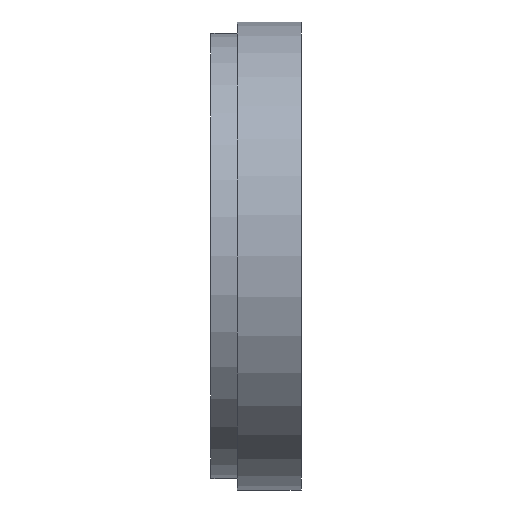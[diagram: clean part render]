
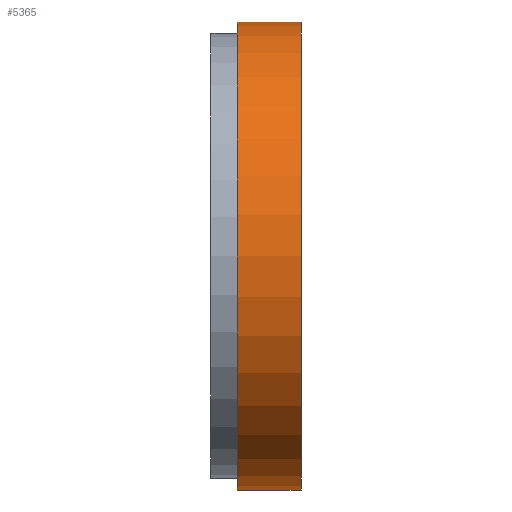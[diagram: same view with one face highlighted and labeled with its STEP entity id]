
A CAD part, front view. The second image highlights one B-rep face of the part: STEP entity #5365.
In plain terms, the highlighted cylindrical face has radius 69.85 mm (diameter 139.7 mm), a full revolution.
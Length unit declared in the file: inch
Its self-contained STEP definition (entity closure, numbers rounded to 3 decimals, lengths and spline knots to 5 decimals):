
#269 = DIRECTION ( 'NONE',  ( 1., 0., 0. ) ) ;
#307 = CIRCLE ( 'NONE', #11901, 2.75 ) ;
#1591 = ORIENTED_EDGE ( 'NONE', *, *, #9240, .T. ) ;
#2140 = CARTESIAN_POINT ( 'NONE',  ( 1.06, 0., -2.75 ) ) ;
#2970 = FACE_OUTER_BOUND ( 'NONE', #14745, .T. ) ;
#3223 = EDGE_LOOP ( 'NONE', ( #1591 ) ) ;
#3331 = CARTESIAN_POINT ( 'NONE',  ( 0.685, 0., 0. ) ) ;
#3335 = AXIS2_PLACEMENT_3D ( 'NONE', #3331, #7269, #9796 ) ;
#4088 = DIRECTION ( 'NONE',  ( 0., 0., -1. ) ) ;
#5365 = ADVANCED_FACE ( 'NONE', ( #7697, #2970 ), #14545, .T. ) ;
#5702 = EDGE_CURVE ( 'NONE', #10260, #10260, #16111, .T. ) ;
#5842 = CARTESIAN_POINT ( 'NONE',  ( 0.31, 0., -2.75 ) ) ;
#7269 = DIRECTION ( 'NONE',  ( 1., 0., 0. ) ) ;
#7335 = DIRECTION ( 'NONE',  ( 1., 0., 0. ) ) ;
#7561 = ORIENTED_EDGE ( 'NONE', *, *, #5702, .F. ) ;
#7697 = FACE_OUTER_BOUND ( 'NONE', #3223, .T. ) ;
#8778 = CARTESIAN_POINT ( 'NONE',  ( 0.31, 0., 0. ) ) ;
#9240 = EDGE_CURVE ( 'NONE', #13161, #13161, #307, .T. ) ;
#9796 = DIRECTION ( 'NONE',  ( 0., 1., 0. ) ) ;
#10260 = VERTEX_POINT ( 'NONE', #2140 ) ;
#11432 = CARTESIAN_POINT ( 'NONE',  ( 1.06, 0., 0. ) ) ;
#11901 = AXIS2_PLACEMENT_3D ( 'NONE', #8778, #7335, #13506 ) ;
#13161 = VERTEX_POINT ( 'NONE', #5842 ) ;
#13506 = DIRECTION ( 'NONE',  ( 0., 0., -1. ) ) ;
#13937 = AXIS2_PLACEMENT_3D ( 'NONE', #11432, #269, #4088 ) ;
#14545 = CYLINDRICAL_SURFACE ( 'NONE', #3335, 2.75 ) ;
#14745 = EDGE_LOOP ( 'NONE', ( #7561 ) ) ;
#16111 = CIRCLE ( 'NONE', #13937, 2.75 ) ;
